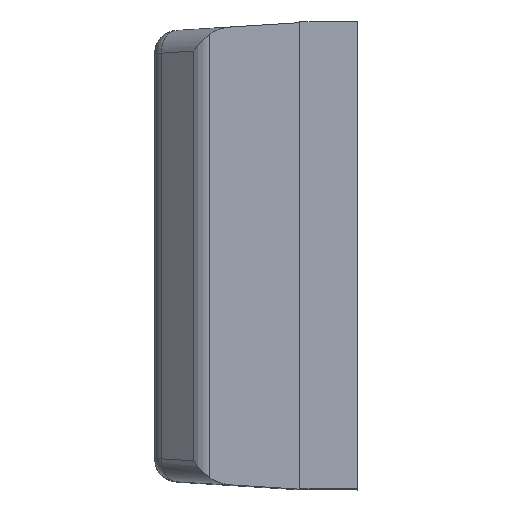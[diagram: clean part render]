
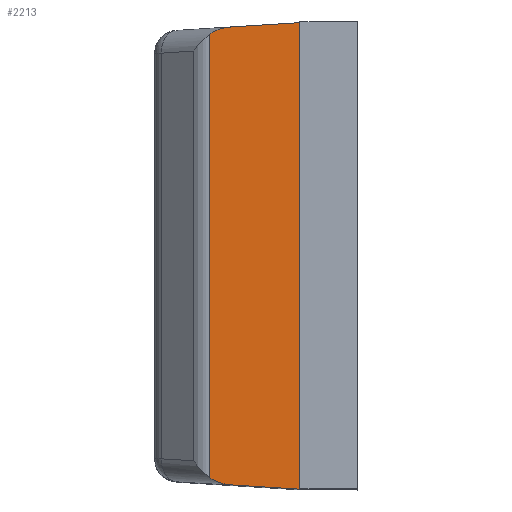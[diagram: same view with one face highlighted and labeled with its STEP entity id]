
A CAD part, top view. The second image highlights one B-rep face of the part: STEP entity #2213.
In plain terms, the highlighted planar face has unit normal (0, 0, 1).
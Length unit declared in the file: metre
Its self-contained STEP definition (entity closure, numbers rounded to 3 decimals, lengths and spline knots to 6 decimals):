
#1869 = EDGE_CURVE( '', #4743, #4957, #4958, .T. );
#2207 = EDGE_CURVE( '', #5500, #5501, #5502, .T. );
#2213 = ADVANCED_FACE( '', ( #5511 ), #5512, .T. );
#2331 = EDGE_CURVE( '', #4957, #5500, #5687, .T. );
#2591 = EDGE_CURVE( '', #6057, #4743, #6058, .T. );
#3343 = EDGE_CURVE( '', #6057, #6920, #7028, .T. );
#3585 = EDGE_CURVE( '', #6920, #7322, #7323, .T. );
#3655 = EDGE_CURVE( '', #5980, #7322, #7411, .T. );
#3879 = EDGE_CURVE( '', #5501, #5980, #7668, .T. );
#4743 = VERTEX_POINT( '', #8792 );
#4957 = VERTEX_POINT( '', #9109 );
#4958 = LINE( '', #9110, #9111 );
#5500 = VERTEX_POINT( '', #9947 );
#5501 = VERTEX_POINT( '', #9948 );
#5502 = LINE( '', #9949, #9950 );
#5511 = FACE_OUTER_BOUND( '', #9963, .T. );
#5512 = PLANE( '', #9964 );
#5687 = ELLIPSE( '', #10234, 0.000708, 0.0005 );
#5980 = VERTEX_POINT( '', #10708 );
#6057 = VERTEX_POINT( '', #10831 );
#6058 = LINE( '', #10832, #10833 );
#6920 = VERTEX_POINT( '', #12246 );
#7028 = LINE( '', #12418, #12419 );
#7322 = VERTEX_POINT( '', #12915 );
#7323 = LINE( '', #12916, #12917 );
#7411 = LINE( '', #13047, #13048 );
#7668 = ELLIPSE( '', #13499, 0.000708, 0.0005 );
#8792 = CARTESIAN_POINT( '', ( 0.001029, -0.00512, 0.01318 ) );
#9109 = CARTESIAN_POINT( '', ( -0.000519, -0.005024, 0.01318 ) );
#9110 = CARTESIAN_POINT( '', ( 0.000831, -0.005108, 0.01318 ) );
#9111 = VECTOR( '', #14824, 1. );
#9947 = CARTESIAN_POINT( '', ( -0.000988, -0.004863, 0.01318 ) );
#9948 = CARTESIAN_POINT( '', ( -0.000988, 0.004863, 0.01318 ) );
#9949 = CARTESIAN_POINT( '', ( -0.000988, -0.00384, 0.01318 ) );
#9950 = VECTOR( '', #15422, 1. );
#9963 = EDGE_LOOP( '', ( #15426, #15427, #15428, #15429, #15430, #15431, #15432, #15433 ) );
#9964 = AXIS2_PLACEMENT_3D( '', #15434, #15435, #15436 );
#10234 = AXIS2_PLACEMENT_3D( '', #15711, #15712, #15713 );
#10708 = CARTESIAN_POINT( '', ( -0.000519, 0.005024, 0.01318 ) );
#10831 = CARTESIAN_POINT( '', ( 0.00225, -0.00512, 0.01318 ) );
#10832 = CARTESIAN_POINT( '', ( 0.00225, -0.00512, 0.01318 ) );
#10833 = VECTOR( '', #16098, 1. );
#12246 = CARTESIAN_POINT( '', ( 0.00225, 0.00512, 0.01318 ) );
#12418 = CARTESIAN_POINT( '', ( 0.00225, -0.00512, 0.01318 ) );
#12419 = VECTOR( '', #17406, 1. );
#12915 = CARTESIAN_POINT( '', ( 0.001029, 0.00512, 0.01318 ) );
#12916 = CARTESIAN_POINT( '', ( 0.00225, 0.00512, 0.01318 ) );
#12917 = VECTOR( '', #17830, 1. );
#13047 = CARTESIAN_POINT( '', ( 0.000515, 0.005088, 0.01318 ) );
#13048 = VECTOR( '', #18030, 1. );
#13499 = AXIS2_PLACEMENT_3D( '', #18412, #18413, #18414 );
#14824 = DIRECTION( '', ( -0.998, 0.062, 0. ) );
#15422 = DIRECTION( '', ( 0., 1., 0. ) );
#15426 = ORIENTED_EDGE( '', *, *, #2331, .F. );
#15427 = ORIENTED_EDGE( '', *, *, #1869, .F. );
#15428 = ORIENTED_EDGE( '', *, *, #2591, .F. );
#15429 = ORIENTED_EDGE( '', *, *, #3343, .T. );
#15430 = ORIENTED_EDGE( '', *, *, #3585, .T. );
#15431 = ORIENTED_EDGE( '', *, *, #3655, .F. );
#15432 = ORIENTED_EDGE( '', *, *, #3879, .F. );
#15433 = ORIENTED_EDGE( '', *, *, #2207, .F. );
#15434 = CARTESIAN_POINT( '', ( 0.00225, -0.00512, 0.01318 ) );
#15435 = DIRECTION( '', ( 0., 0., 1. ) );
#15436 = DIRECTION( '', ( 1., 0., 0. ) );
#15711 = CARTESIAN_POINT( '', ( -0.000488, -0.004525, 0.01318 ) );
#15712 = DIRECTION( '', ( 0., 0., -1. ) );
#15713 = DIRECTION( '', ( -0.998, 0.062, 0. ) );
#16098 = DIRECTION( '', ( -1., 0., 0. ) );
#17406 = DIRECTION( '', ( 0., 1., 0. ) );
#17830 = DIRECTION( '', ( -1., 0., 0. ) );
#18030 = DIRECTION( '', ( 0.998, 0.062, 0. ) );
#18412 = CARTESIAN_POINT( '', ( -0.000488, 0.004525, 0.01318 ) );
#18413 = DIRECTION( '', ( 0., 0., -1. ) );
#18414 = DIRECTION( '', ( -0.998, -0.062, 0. ) );
